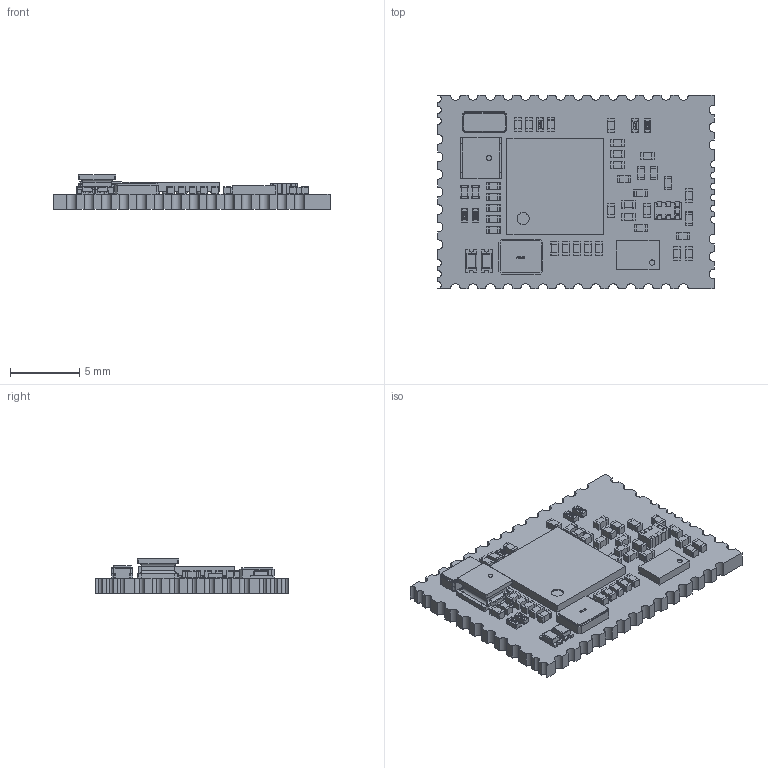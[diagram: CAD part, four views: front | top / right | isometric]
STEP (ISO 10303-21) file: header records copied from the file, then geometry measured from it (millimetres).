
FILE_DESCRIPTION(('Open CASCADE Model'),'2;1');
FILE_NAME('Open CASCADE Shape Model','2021-09-28T08:11:27',('Author'),( 'Open CASCADE'),'Open CASCADE STEP processor 6.8','Open CASCADE 6.8' ,'Unknown');
FILE_SCHEMA(('AUTOMOTIVE_DESIGN { 1 0 10303 214 1 1 1 1 }'));
Length unit declared in the file: millimetre
Products named in the file (73): PCB; Board; Open CASCADE STEP translator 6.8 1.1.1; Open CASCADE STEP translator 6.8 1.1.1.1; L12; FER_0402; Y2; User_Library-ABM8; Y1; User_Library-FX135A-327; U2; 5069060208; Open_CASCADE_STEP_translator_6.8_6.1; Body; Open_CASCADE_STEP_translator_6.8_6.2.1; Thermal_Shape; Pin_Shape; Open_CASCADE_STEP_translator_6.8_6.4.1; U1; 5069057088; Open_CASCADE_STEP_translator_6.8_1.1; Open_CASCADE_STEP_translator_6.8_1.2.1; ball; R5; 0402_resistor; R4; R3; R2; R1; L10; L11; L9; L8; L7; L6; L5; L4; L3; L2; L1 ...
Assembly tree (286 placements, depth 5):
  PCB
    Board
      Open CASCADE STEP translator 6.8 1.1.1
        Open CASCADE STEP translator 6.8 1.1.1.1
    L12
      FER_0402
    Y2
      User_Library-ABM8
    Y1
      User_Library-FX135A-327
    U2
      5069060208
        Open_CASCADE_STEP_translator_6.8_6.1
        Body
          Open_CASCADE_STEP_translator_6.8_6.2.1
        Thermal_Shape
        Pin_Shape  x8
          Open_CASCADE_STEP_translator_6.8_6.4.1
    U1
      5069057088
        Open_CASCADE_STEP_translator_6.8_1.1
        Body
          Open_CASCADE_STEP_translator_6.8_1.2.1
        ball  x169
    R5
      0402_resistor
    R4
      0402_resistor
    R3
      0402_resistor
    R2
      0402_resistor
    R1
      0402_resistor
    L10
      FER_0402
    L11
      FER_0402
    L9
      FER_0402
    L8
      FER_0402
    L7
      FER_0402
    L6
      FER_0402
    L5
      FER_0402
    L4
      FER_0402
    L3
      FER_0402
    L2
      FER_0402
    L1
      User_Library-Murata_LQH3NP_M0(1212)
    D2
      LED_0603_Base_WHITE
      LED_0603_Lens_WHITE
    D1
Bounding box: 20 x 14 x 2.49 mm (x, y, z)
Volume: 368.2 mm3; surface area: 1069.3 mm2
Topology: 241 solids, 243 shells, 3088 faces, 7344 edges, 3878 vertices
Faces by surface type: plane 1223, cylinder 1058, sphere 569, bspline 214, torus 24
Full cylindrical faces by diameter (mm): 0.388 x1, 0.875 x1
Entity records: 31252 total; most frequent: CARTESIAN_POINT 6738, DIRECTION 4476, ORIENTED_EDGE 4072, EDGE_CURVE 2037, AXIS2_PLACEMENT_3D 1508, LINE 1460, VECTOR 1460, VERTEX_POINT 1289
